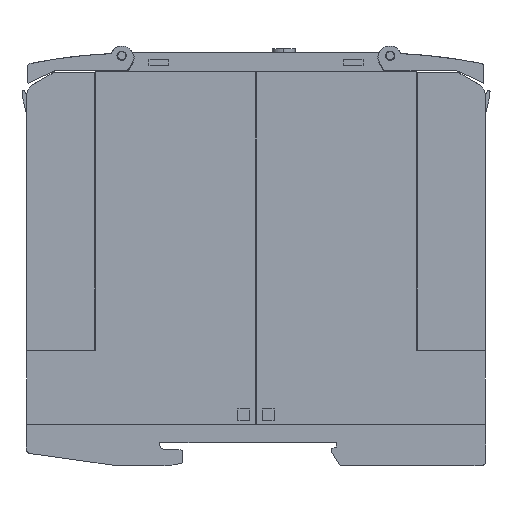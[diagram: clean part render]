
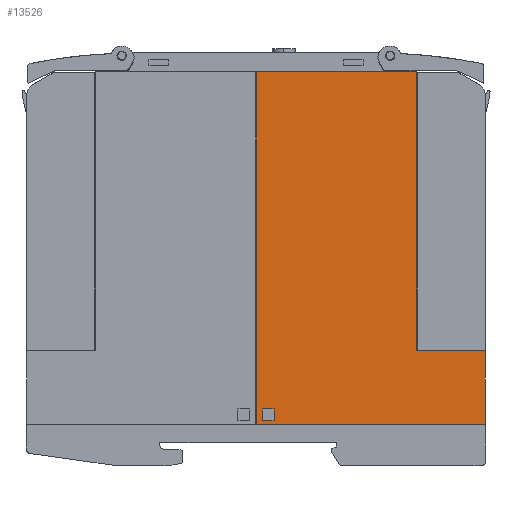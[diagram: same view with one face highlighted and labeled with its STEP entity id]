
A CAD part, left-side view. The second image highlights one B-rep face of the part: STEP entity #13526.
In plain terms, the highlighted planar face has unit normal (-1, 0, 0).
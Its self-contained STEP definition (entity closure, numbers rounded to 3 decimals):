
#13526=ADVANCED_FACE('',(#35510,#35511),#35512,.T.);
#18944=VERTEX_POINT('',#40999);
#18952=VERTEX_POINT('',#41007);
#18956=EDGE_CURVE('',#18944,#18952,#41011,.T.);
#19022=VERTEX_POINT('',#41077);
#19024=EDGE_CURVE('',#18952,#19022,#41079,.T.);
#29618=VERTEX_POINT('',#51673);
#29622=VERTEX_POINT('',#51677);
#29624=EDGE_CURVE('',#29622,#29618,#51679,.T.);
#29636=VERTEX_POINT('',#51691);
#29640=EDGE_CURVE('',#29618,#29636,#51695,.T.);
#29656=VERTEX_POINT('',#51711);
#29660=VERTEX_POINT('',#51715);
#29662=EDGE_CURVE('',#29656,#29660,#51717,.T.);
#29678=VERTEX_POINT('',#51733);
#29682=EDGE_CURVE('',#29636,#29678,#51737,.T.);
#29686=EDGE_CURVE('',#29678,#29622,#51741,.T.);
#29688=VERTEX_POINT('',#51743);
#29690=EDGE_CURVE('',#29688,#18944,#51745,.T.);
#29698=EDGE_CURVE('',#19022,#29660,#51753,.T.);
#29700=EDGE_CURVE('',#29656,#29688,#51755,.T.);
#35510=FACE_OUTER_BOUND('',#57555,.T.);
#35511=FACE_BOUND('',#57556,.T.);
#35512=PLANE('',#57557);
#40999=CARTESIAN_POINT('',(0.0,0.999,25.101));
#41007=CARTESIAN_POINT('',(0.0,16.099,25.101));
#41011=LINE('',#66566,#66567);
#41077=CARTESIAN_POINT('',(0.0,16.099,85.801));
#41079=LINE('',#66668,#66669);
#51673=CARTESIAN_POINT('',(0.0,46.999,12.401));
#51677=CARTESIAN_POINT('',(0.0,49.599,12.401));
#51679=LINE('',#83710,#83711);
#51691=CARTESIAN_POINT('',(0.0,46.999,9.801));
#51695=LINE('',#83738,#83739);
#51711=CARTESIAN_POINT('',(0.0,50.899,9.001));
#51715=CARTESIAN_POINT('',(0.0,50.899,85.801));
#51717=LINE('',#83770,#83771);
#51733=CARTESIAN_POINT('',(0.0,49.599,9.801));
#51737=LINE('',#83802,#83803);
#51741=LINE('',#83810,#83811);
#51743=CARTESIAN_POINT('',(0.0,0.999,9.001));
#51745=LINE('',#83816,#83817);
#51753=LINE('',#83830,#83831);
#51755=LINE('',#83834,#83835);
#57555=EDGE_LOOP('',(#101051,#101052,#101053,#101054,#101055,#101056));
#57556=EDGE_LOOP('',(#101057,#101058,#101059,#101060));
#57557=AXIS2_PLACEMENT_3D('',#101061,#101062,#101063);
#66566=CARTESIAN_POINT('',(0.0,4.749,25.101));
#66567=VECTOR('',#103729,1.0);
#66668=CARTESIAN_POINT('',(0.0,16.099,32.226));
#66669=VECTOR('',#103746,1.0);
#83710=CARTESIAN_POINT('',(0.0,24.649,12.401));
#83711=VECTOR('',#107781,1.0);
#83738=CARTESIAN_POINT('',(0.0,46.999,10.051));
#83739=VECTOR('',#107787,1.0);
#83770=CARTESIAN_POINT('',(0.0,50.899,9.001));
#83771=VECTOR('',#107792,1.0);
#83802=CARTESIAN_POINT('',(0.0,24.649,9.801));
#83803=VECTOR('',#107798,1.0);
#83810=CARTESIAN_POINT('',(0.0,49.599,10.051));
#83811=VECTOR('',#107800,1.0);
#83816=CARTESIAN_POINT('',(0.0,0.999,9.001));
#83817=VECTOR('',#107801,1.0);
#83830=CARTESIAN_POINT('',(0.0,50.899,85.801));
#83831=VECTOR('',#107804,1.0);
#83834=CARTESIAN_POINT('',(0.0,50.899,9.001));
#83835=VECTOR('',#107805,1.0);
#101051=ORIENTED_EDGE('',*,*,#18956,.T.);
#101052=ORIENTED_EDGE('',*,*,#19024,.T.);
#101053=ORIENTED_EDGE('',*,*,#29698,.T.);
#101054=ORIENTED_EDGE('',*,*,#29662,.F.);
#101055=ORIENTED_EDGE('',*,*,#29700,.T.);
#101056=ORIENTED_EDGE('',*,*,#29690,.T.);
#101057=ORIENTED_EDGE('',*,*,#29686,.T.);
#101058=ORIENTED_EDGE('',*,*,#29624,.T.);
#101059=ORIENTED_EDGE('',*,*,#29640,.T.);
#101060=ORIENTED_EDGE('',*,*,#29682,.T.);
#101061=CARTESIAN_POINT('',(0.0,0.999,9.001));
#101062=DIRECTION('',(-1.0,0.0,0.0));
#101063=DIRECTION('',(0.0,1.0,0.0));
#103729=DIRECTION('',(0.0,1.0,0.0));
#103746=DIRECTION('',(0.0,-0.0,1.0));
#107781=DIRECTION('',(0.0,-1.0,0.0));
#107787=DIRECTION('',(0.0,0.0,-1.0));
#107792=DIRECTION('',(0.0,0.0,1.0));
#107798=DIRECTION('',(0.0,1.0,0.0));
#107800=DIRECTION('',(0.0,-0.0,1.0));
#107801=DIRECTION('',(0.0,0.0,1.0));
#107804=DIRECTION('',(0.0,1.0,0.0));
#107805=DIRECTION('',(0.0,-1.0,0.0));
